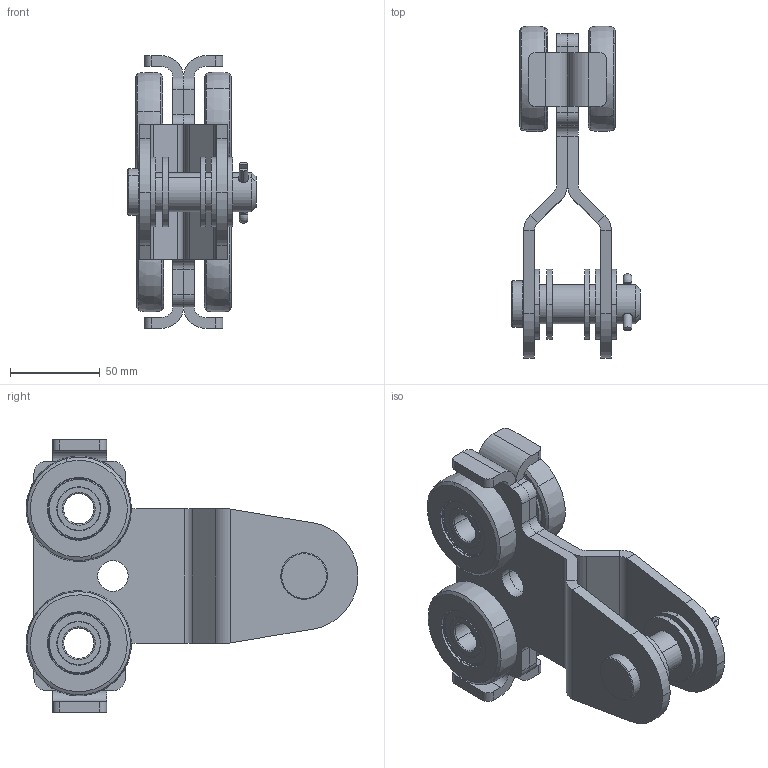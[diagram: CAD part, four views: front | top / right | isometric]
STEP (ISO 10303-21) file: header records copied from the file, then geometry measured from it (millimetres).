
FILE_DESCRIPTION (( 'STEP AP203' ), '1' );
FILE_NAME ('1.26.T48.STEP', '2018-04-13T08:28:00', ( '' ), ( '' ), 'SwSTEP 2.0', 'SolidWorks 2017', '' );
FILE_SCHEMA (( 'CONFIG_CONTROL_DESIGN' ));
Length unit declared in the file: millimetre
Products named in the file (1): 1.26.T48
Bounding box: 71.5 x 185.11 x 152 mm (x, y, z)
Volume: 348634 mm3; surface area: 161929.9 mm2
Topology: 61 solids, 61 shells, 615 faces, 1459 edges, 945 vertices
Faces by surface type: cylinder 224, plane 155, cone 86, sphere 64, torus 46, bspline 40
Entity records: 19850 total; most frequent: CARTESIAN_POINT 6072, DIRECTION 3127, ORIENTED_EDGE 2598, AXIS2_PLACEMENT_3D 1340, EDGE_CURVE 1299, VERTEX_POINT 849, CIRCLE 764, EDGE_LOOP 726
